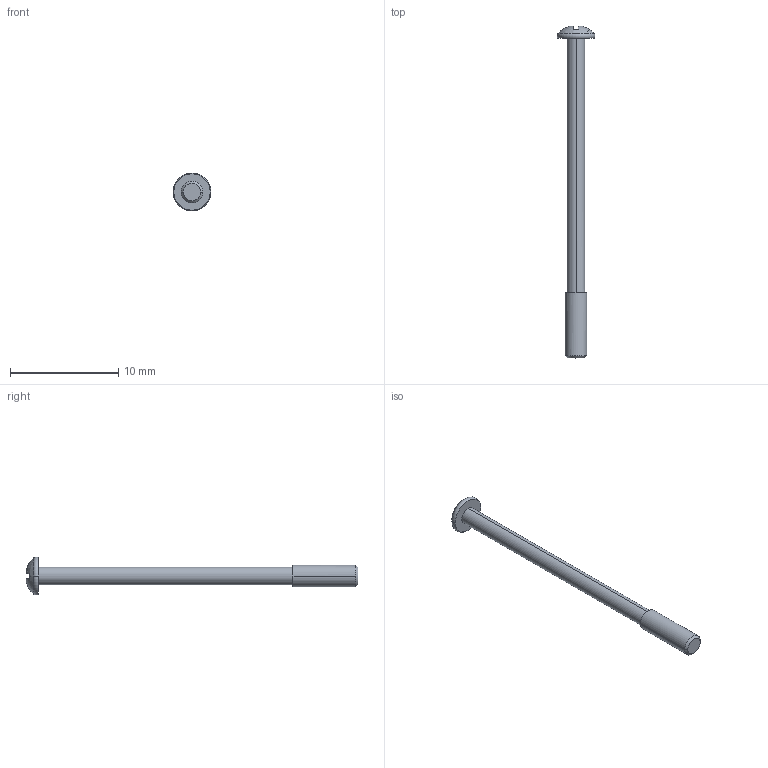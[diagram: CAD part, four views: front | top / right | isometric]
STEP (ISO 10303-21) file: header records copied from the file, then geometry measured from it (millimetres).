
FILE_DESCRIPTION (( 'STEP AP203' ), '1' );
FILE_NAME ('PRT0003_2_Default_sldprt.STEP', '2023-12-01T19:27:12', ( '' ), ( '' ), 'SwSTEP 2.0', 'SolidWorks 2023', '' );
FILE_SCHEMA (( 'CONFIG_CONTROL_DESIGN' ));
Length unit declared in the file: millimetre
Products named in the file (1): PRT0003_2_Default_sldprt
Bounding box: 3.5 x 30.64 x 3.5 mm (x, y, z)
Volume: 72.6 mm3; surface area: 185.1 mm2
Topology: 1 solids, 1 shells, 32 faces, 81 edges, 51 vertices
Faces by surface type: plane 12, cylinder 12, sphere 4, torus 2, cone 2
Entity records: 1143 total; most frequent: CARTESIAN_POINT 323, ORIENTED_EDGE 158, DIRECTION 150, EDGE_CURVE 79, AXIS2_PLACEMENT_3D 60, VERTEX_POINT 51, EDGE_LOOP 34, FACE_OUTER_BOUND 32
